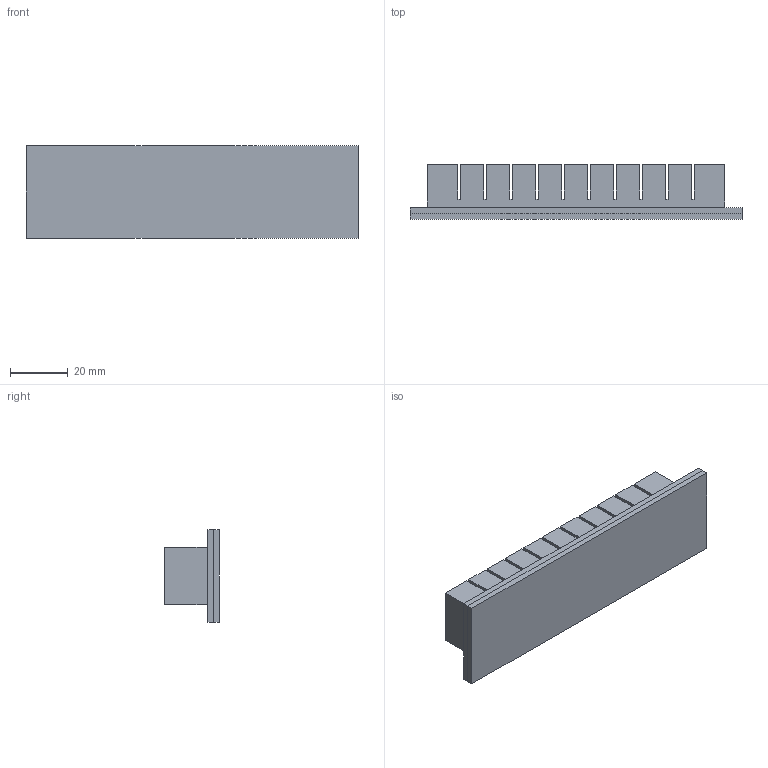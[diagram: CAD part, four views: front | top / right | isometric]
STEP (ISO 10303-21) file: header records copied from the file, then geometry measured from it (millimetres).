
FILE_DESCRIPTION (( 'STEP AP203' ), '1' );
FILE_NAME ('assembleBody.STEP', '2025-03-02T11:49:14', ( '' ), ( '' ), 'SwSTEP 2.0', 'SolidWorks 2022', '' );
FILE_SCHEMA (( 'CONFIG_CONTROL_DESIGN' ));
Length unit declared in the file: millimetre
Products named in the file (4): assembleBody; Abaqus_bottom A; Abaqus_bottom B; Abaqus_main new
Assembly tree (3 placements, depth 2):
  assembleBody
    Abaqus_bottom A
    Abaqus_main new
    Abaqus_bottom B
Bounding box: 115 x 19 x 32 mm (x, y, z)
Volume: 36508.4 mm3; surface area: 34044.8 mm2
Topology: 3 solids, 3 shells, 148 faces, 420 edges, 280 vertices
Faces by surface type: plane 148
Entity records: 5118 total; most frequent: CARTESIAN_POINT 854, ORIENTED_EDGE 840, DIRECTION 728, VECTOR 420, EDGE_CURVE 420, LINE 420, VERTEX_POINT 280, AXIS2_PLACEMENT_3D 154
